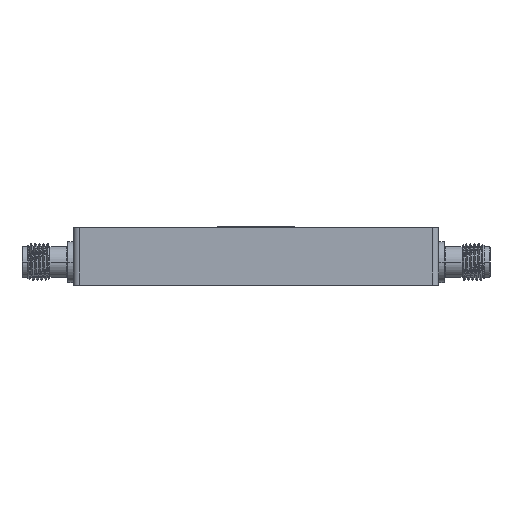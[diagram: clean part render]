
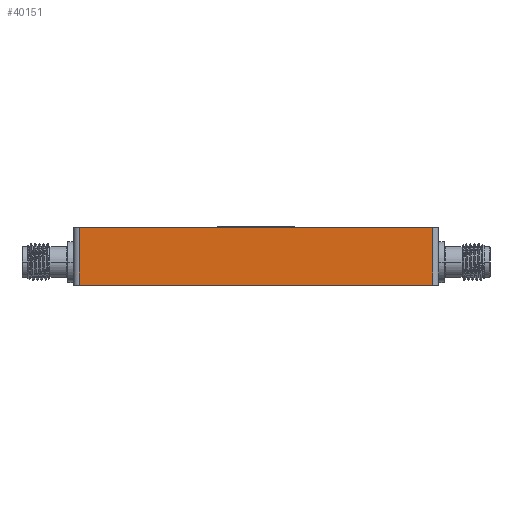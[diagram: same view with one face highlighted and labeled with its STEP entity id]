
A CAD part, left-side view. The second image highlights one B-rep face of the part: STEP entity #40151.
In plain terms, the highlighted planar face has unit normal (-1, 0, 0).
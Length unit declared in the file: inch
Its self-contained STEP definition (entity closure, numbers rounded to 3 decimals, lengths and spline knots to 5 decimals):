
#728 = EDGE_CURVE ( 'NONE', #35632, #78671, #72176, .T. ) ;
#2605 = PLANE ( 'NONE',  #30305 ) ;
#7442 = DIRECTION ( 'NONE',  ( 0., 1., 0. ) ) ;
#11484 = LINE ( 'NONE', #53527, #56648 ) ;
#13194 = CARTESIAN_POINT ( 'NONE',  ( -2.12598, -1.24016, -0.19685 ) ) ;
#17757 = DIRECTION ( 'NONE',  ( 0., -1., 0. ) ) ;
#23773 = VERTEX_POINT ( 'NONE', #64007 ) ;
#25218 = LINE ( 'NONE', #13194, #27340 ) ;
#27340 = VECTOR ( 'NONE', #78837, 39.37008 ) ;
#28172 = ORIENTED_EDGE ( 'NONE', *, *, #57807, .T. ) ;
#29419 = CARTESIAN_POINT ( 'NONE',  ( -2.12598, 1.20016, 0.19685 ) ) ;
#30305 = AXIS2_PLACEMENT_3D ( 'NONE', #49884, #63042, #7442 ) ;
#32623 = CARTESIAN_POINT ( 'NONE',  ( -2.12598, -1.20016, -0.19685 ) ) ;
#35632 = VERTEX_POINT ( 'NONE', #29419 ) ;
#35744 = ORIENTED_EDGE ( 'NONE', *, *, #728, .F. ) ;
#40065 = VECTOR ( 'NONE', #67807, 39.37008 ) ;
#40151 = ADVANCED_FACE ( 'NONE', ( #45058 ), #2605, .F. ) ;
#45058 = FACE_OUTER_BOUND ( 'NONE', #65263, .T. ) ;
#47722 = VECTOR ( 'NONE', #17757, 39.37008 ) ;
#47783 = CARTESIAN_POINT ( 'NONE',  ( -2.12598, -1.24016, 0.19685 ) ) ;
#49884 = CARTESIAN_POINT ( 'NONE',  ( -2.12598, -1.24016, 0.19685 ) ) ;
#50626 = LINE ( 'NONE', #56218, #40065 ) ;
#50865 = ORIENTED_EDGE ( 'NONE', *, *, #58277, .T. ) ;
#53527 = CARTESIAN_POINT ( 'NONE',  ( -2.12598, 1.20016, 0.19685 ) ) ;
#56218 = CARTESIAN_POINT ( 'NONE',  ( -2.12598, -1.20016, 0.19685 ) ) ;
#56648 = VECTOR ( 'NONE', #78707, 39.37008 ) ;
#56911 = EDGE_CURVE ( 'NONE', #35632, #23773, #11484, .T. ) ;
#57807 = EDGE_CURVE ( 'NONE', #73978, #78671, #50626, .T. ) ;
#58277 = EDGE_CURVE ( 'NONE', #23773, #73978, #25218, .T. ) ;
#63042 = DIRECTION ( 'NONE',  ( 1., 0., 0. ) ) ;
#64007 = CARTESIAN_POINT ( 'NONE',  ( -2.12598, 1.20016, -0.19685 ) ) ;
#65263 = EDGE_LOOP ( 'NONE', ( #35744, #76573, #50865, #28172 ) ) ;
#67807 = DIRECTION ( 'NONE',  ( 0., 0., 1. ) ) ;
#72176 = LINE ( 'NONE', #47783, #47722 ) ;
#73978 = VERTEX_POINT ( 'NONE', #32623 ) ;
#74804 = CARTESIAN_POINT ( 'NONE',  ( -2.12598, -1.20016, 0.19685 ) ) ;
#76573 = ORIENTED_EDGE ( 'NONE', *, *, #56911, .T. ) ;
#78671 = VERTEX_POINT ( 'NONE', #74804 ) ;
#78707 = DIRECTION ( 'NONE',  ( 0., 0., -1. ) ) ;
#78837 = DIRECTION ( 'NONE',  ( 0., -1., 0. ) ) ;
